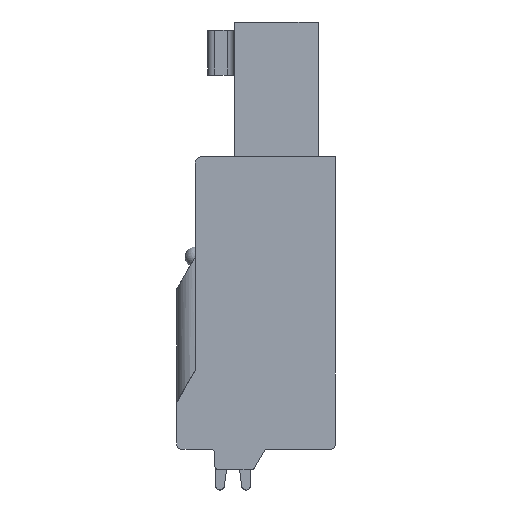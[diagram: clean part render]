
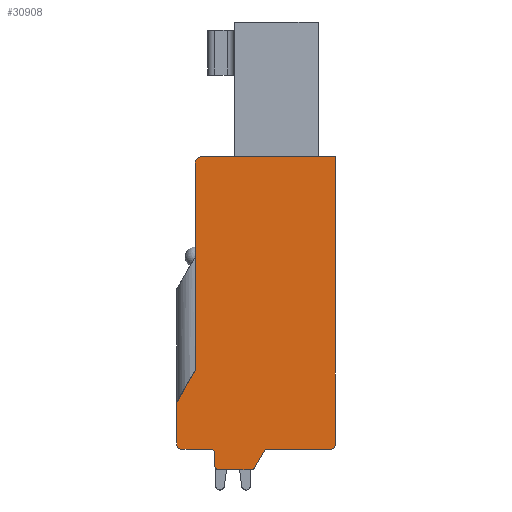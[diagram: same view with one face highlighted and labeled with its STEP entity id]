
A CAD part, front view. The second image highlights one B-rep face of the part: STEP entity #30908.
In plain terms, the highlighted planar face has unit normal (0, -1, 0).
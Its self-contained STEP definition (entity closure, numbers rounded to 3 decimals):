
#3275=DIRECTION('',(0.,0.,-1.));
#3276=VECTOR('',#3275,10.141);
#3277=CARTESIAN_POINT('',(-6.85,0.,-0.3));
#3278=LINE('',#3277,#3276);
#3726=DIRECTION('',(0.,0.,-1.));
#3727=VECTOR('',#3726,2.1);
#3728=CARTESIAN_POINT('',(-7.75,0.,-12.));
#3729=LINE('',#3728,#3727);
#3742=DIRECTION('',(1.,0.,0.));
#3743=VECTOR('',#3742,1.45);
#3744=CARTESIAN_POINT('',(-7.55,0.,-14.3));
#3745=LINE('',#3744,#3743);
#3750=DIRECTION('',(1.,0.,0.));
#3751=VECTOR('',#3750,3.107);
#3752=CARTESIAN_POINT('',(-3.307,0.,-14.3));
#3753=LINE('',#3752,#3751);
#4218=DIRECTION('',(0.,0.,1.));
#4219=VECTOR('',#4218,14.1);
#4220=CARTESIAN_POINT('',(0.,0.,-14.1));
#4221=LINE('',#4220,#4219);
#5074=DIRECTION('',(1.,0.,0.));
#5075=VECTOR('',#5074,6.55);
#5076=CARTESIAN_POINT('',(-6.55,0.,0.));
#5077=LINE('',#5076,#5075);
#5078=CARTESIAN_POINT('',(-0.2,0.,-14.1));
#5079=DIRECTION('',(0.,1.,0.));
#5080=DIRECTION('',(1.,0.,0.));
#5081=AXIS2_PLACEMENT_3D('',#5078,#5079,#5080);
#5083=CARTESIAN_POINT('',(-3.307,0.,-14.5));
#5084=DIRECTION('',(0.,-1.,0.));
#5085=DIRECTION('',(0.,0.,1.));
#5086=AXIS2_PLACEMENT_3D('',#5083,#5084,#5085);
#5088=DIRECTION('',(-0.5,0.,-0.866));
#5089=VECTOR('',#5088,0.924);
#5090=CARTESIAN_POINT('',(-3.48,0.,-14.4));
#5091=LINE('',#5090,#5089);
#5092=CARTESIAN_POINT('',(-4.115,0.,-15.1));
#5093=DIRECTION('',(0.,1.,0.));
#5094=DIRECTION('',(0.866,0.,-0.5));
#5095=AXIS2_PLACEMENT_3D('',#5092,#5093,#5094);
#5097=CARTESIAN_POINT('',(-5.7,0.,-15.1));
#5098=DIRECTION('',(0.,1.,0.));
#5099=DIRECTION('',(0.,0.,-1.));
#5100=AXIS2_PLACEMENT_3D('',#5097,#5098,#5099);
#5102=CARTESIAN_POINT('',(-6.1,0.,-14.5));
#5103=DIRECTION('',(0.,-1.,0.));
#5104=DIRECTION('',(1.,0.,0.));
#5105=AXIS2_PLACEMENT_3D('',#5102,#5103,#5104);
#5107=CARTESIAN_POINT('',(-7.55,0.,-14.1));
#5108=DIRECTION('',(0.,1.,0.));
#5109=DIRECTION('',(0.,0.,-1.));
#5110=AXIS2_PLACEMENT_3D('',#5107,#5108,#5109);
#5112=DIRECTION('',(0.5,0.,0.866));
#5113=VECTOR('',#5112,1.8);
#5114=CARTESIAN_POINT('',(-7.75,0.,-12.));
#5115=LINE('',#5114,#5113);
#5116=CARTESIAN_POINT('',(-6.55,0.,-0.3));
#5117=DIRECTION('',(0.,1.,0.));
#5118=DIRECTION('',(-1.,0.,0.));
#5119=AXIS2_PLACEMENT_3D('',#5116,#5117,#5118);
#5169=DIRECTION('',(0.,0.,-1.));
#5170=VECTOR('',#5169,0.6);
#5171=CARTESIAN_POINT('',(-5.9,0.,-14.5));
#5172=LINE('',#5171,#5170);
#5181=DIRECTION('',(1.,0.,0.));
#5182=VECTOR('',#5181,1.585);
#5183=CARTESIAN_POINT('',(-5.7,0.,-15.3));
#5184=LINE('',#5183,#5182);
#19507=CARTESIAN_POINT('',(-6.85,0.,-0.3));
#19508=VERTEX_POINT('',#19507);
#19509=CARTESIAN_POINT('',(-6.85,0.,-10.441));
#19510=VERTEX_POINT('',#19509);
#19576=CARTESIAN_POINT('',(-7.75,0.,-12.));
#19577=VERTEX_POINT('',#19576);
#19578=CARTESIAN_POINT('',(-7.75,0.,-14.1));
#19579=VERTEX_POINT('',#19578);
#19580=CARTESIAN_POINT('',(-7.55,0.,-14.3));
#19581=VERTEX_POINT('',#19580);
#19582=CARTESIAN_POINT('',(-6.1,0.,-14.3));
#19583=VERTEX_POINT('',#19582);
#19588=CARTESIAN_POINT('',(-3.307,0.,-14.3));
#19589=VERTEX_POINT('',#19588);
#19590=CARTESIAN_POINT('',(-0.2,0.,-14.3));
#19591=VERTEX_POINT('',#19590);
#19648=CARTESIAN_POINT('',(0.,0.,-14.1));
#19649=VERTEX_POINT('',#19648);
#19650=CARTESIAN_POINT('',(0.,0.,0.));
#19651=VERTEX_POINT('',#19650);
#19652=CARTESIAN_POINT('',(-6.55,0.,0.));
#19653=VERTEX_POINT('',#19652);
#19680=CARTESIAN_POINT('',(-3.48,0.,-14.4));
#19681=VERTEX_POINT('',#19680);
#19682=CARTESIAN_POINT('',(-3.942,0.,-15.2));
#19683=VERTEX_POINT('',#19682);
#19684=CARTESIAN_POINT('',(-4.115,0.,-15.3));
#19685=VERTEX_POINT('',#19684);
#19686=CARTESIAN_POINT('',(-5.7,0.,-15.3));
#19687=VERTEX_POINT('',#19686);
#19688=CARTESIAN_POINT('',(-5.9,0.,-15.1));
#19689=VERTEX_POINT('',#19688);
#19690=CARTESIAN_POINT('',(-5.9,0.,-14.5));
#19691=VERTEX_POINT('',#19690);
#30875=CARTESIAN_POINT('',(0.,0.,0.));
#30876=DIRECTION('',(0.,1.,0.));
#30877=DIRECTION('',(1.,0.,0.));
#30878=AXIS2_PLACEMENT_3D('',#30875,#30876,#30877);
#30879=PLANE('',#30878);
#30880=ORIENTED_EDGE('',*,*,#30143,.T.);
#30881=ORIENTED_EDGE('',*,*,#30114,.F.);
#30882=ORIENTED_EDGE('',*,*,#30099,.T.);
#30883=ORIENTED_EDGE('',*,*,#29470,.F.);
#30885=ORIENTED_EDGE('',*,*,#30884,.T.);
#30887=ORIENTED_EDGE('',*,*,#30886,.T.);
#30889=ORIENTED_EDGE('',*,*,#30888,.T.);
#30891=ORIENTED_EDGE('',*,*,#30890,.F.);
#30893=ORIENTED_EDGE('',*,*,#30892,.T.);
#30895=ORIENTED_EDGE('',*,*,#30894,.F.);
#30897=ORIENTED_EDGE('',*,*,#30896,.T.);
#30898=ORIENTED_EDGE('',*,*,#29462,.F.);
#30899=ORIENTED_EDGE('',*,*,#29439,.T.);
#30900=ORIENTED_EDGE('',*,*,#29424,.F.);
#30902=ORIENTED_EDGE('',*,*,#30901,.T.);
#30903=ORIENTED_EDGE('',*,*,#28880,.F.);
#30905=ORIENTED_EDGE('',*,*,#30904,.T.);
#30906=EDGE_LOOP('',(#30880,#30881,#30882,#30883,#30885,#30887,#30889,#30891,
#30893,#30895,#30897,#30898,#30899,#30900,#30902,#30903,#30905));
#30907=FACE_OUTER_BOUND('',#30906,.F.);
#5082=CIRCLE('',#5081,0.2);
#5087=CIRCLE('',#5086,0.2);
#5096=CIRCLE('',#5095,0.2);
#5101=CIRCLE('',#5100,0.2);
#5106=CIRCLE('',#5105,0.2);
#5111=CIRCLE('',#5110,0.2);
#5120=CIRCLE('',#5119,0.3);
#28880=EDGE_CURVE('',#19508,#19510,#3278,.T.);
#29424=EDGE_CURVE('',#19577,#19579,#3729,.T.);
#29439=EDGE_CURVE('',#19581,#19579,#5111,.T.);
#29462=EDGE_CURVE('',#19581,#19583,#3745,.T.);
#29470=EDGE_CURVE('',#19589,#19591,#3753,.T.);
#30099=EDGE_CURVE('',#19649,#19591,#5082,.T.);
#30114=EDGE_CURVE('',#19649,#19651,#4221,.T.);
#30143=EDGE_CURVE('',#19653,#19651,#5077,.T.);
#30884=EDGE_CURVE('',#19589,#19681,#5087,.T.);
#30886=EDGE_CURVE('',#19681,#19683,#5091,.T.);
#30888=EDGE_CURVE('',#19683,#19685,#5096,.T.);
#30890=EDGE_CURVE('',#19687,#19685,#5184,.T.);
#30892=EDGE_CURVE('',#19687,#19689,#5101,.T.);
#30894=EDGE_CURVE('',#19691,#19689,#5172,.T.);
#30896=EDGE_CURVE('',#19691,#19583,#5106,.T.);
#30901=EDGE_CURVE('',#19577,#19510,#5115,.T.);
#30904=EDGE_CURVE('',#19508,#19653,#5120,.T.);
#30908=ADVANCED_FACE('',(#30907),#30879,.F.);
